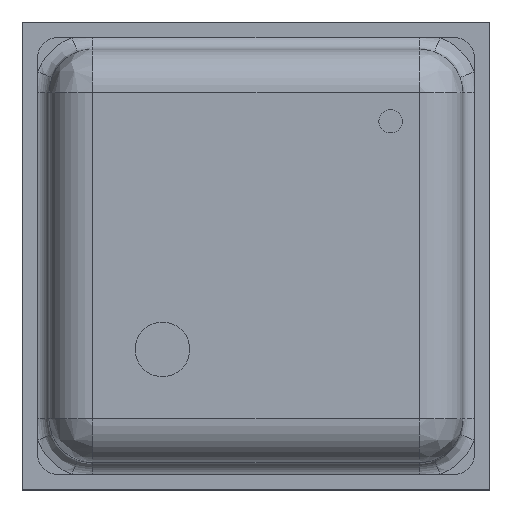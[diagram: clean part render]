
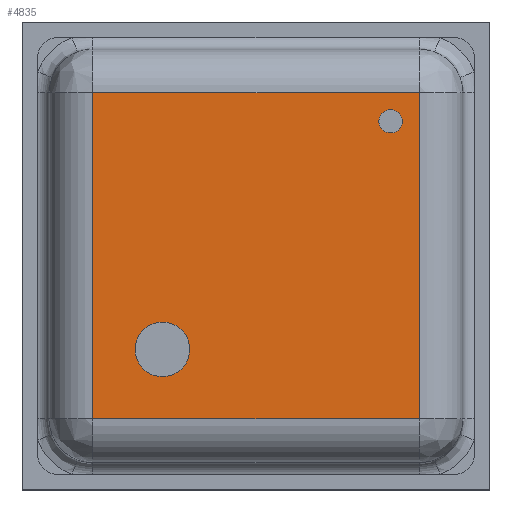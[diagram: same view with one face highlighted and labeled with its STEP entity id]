
A CAD part, top view. The second image highlights one B-rep face of the part: STEP entity #4835.
In plain terms, the highlighted planar face has unit normal (0, 0, 1).
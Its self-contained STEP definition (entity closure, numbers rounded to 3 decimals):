
#66 = VERTEX_POINT ( 'NONE', #2917 ) ;
#96 = CARTESIAN_POINT ( 'NONE',  ( 0., -1.045, 0.93 ) ) ;
#176 = EDGE_CURVE ( 'NONE', #2387, #4060, #521, .T. ) ;
#183 = CARTESIAN_POINT ( 'NONE',  ( 1.045, -1.045, 0.93 ) ) ;
#323 = PLANE ( 'NONE',  #1647 ) ;
#330 = VECTOR ( 'NONE', #2344, 1000. ) ;
#417 = VERTEX_POINT ( 'NONE', #501 ) ;
#444 = EDGE_CURVE ( 'NONE', #66, #2387, #1511, .T. ) ;
#493 = CARTESIAN_POINT ( 'NONE',  ( 0., 1.045, 0.93 ) ) ;
#501 = CARTESIAN_POINT ( 'NONE',  ( -0.425, -0.6, 0.93 ) ) ;
#521 = LINE ( 'NONE', #3947, #330 ) ;
#530 = DIRECTION ( 'NONE',  ( 0., 0., -1. ) ) ;
#564 = DIRECTION ( 'NONE',  ( -1., 0., 0. ) ) ;
#607 = CARTESIAN_POINT ( 'NONE',  ( -1.045, 0., 0.93 ) ) ;
#730 = CIRCLE ( 'NONE', #2586, 0.075 ) ;
#955 = ORIENTED_EDGE ( 'NONE', *, *, #3189, .T. ) ;
#1030 = DIRECTION ( 'NONE',  ( -1., 0., 0. ) ) ;
#1122 = CARTESIAN_POINT ( 'NONE',  ( 1.045, 1.045, 0.93 ) ) ;
#1138 = FACE_BOUND ( 'NONE', #3894, .T. ) ;
#1161 = DIRECTION ( 'NONE',  ( -1., 0., 0. ) ) ;
#1197 = DIRECTION ( 'NONE',  ( 0., 0., -1. ) ) ;
#1208 = VECTOR ( 'NONE', #3300, 1000. ) ;
#1321 = CIRCLE ( 'NONE', #5229, 0.175 ) ;
#1421 = ORIENTED_EDGE ( 'NONE', *, *, #2441, .T. ) ;
#1489 = LINE ( 'NONE', #607, #4657 ) ;
#1508 = CARTESIAN_POINT ( 'NONE',  ( 0., 0., 0.93 ) ) ;
#1511 = LINE ( 'NONE', #96, #1208 ) ;
#1627 = EDGE_CURVE ( 'NONE', #4040, #1649, #730, .T. ) ;
#1628 = CIRCLE ( 'NONE', #4187, 0.075 ) ;
#1647 = AXIS2_PLACEMENT_3D ( 'NONE', #1508, #3174, #4012 ) ;
#1649 = VERTEX_POINT ( 'NONE', #1867 ) ;
#1658 = DIRECTION ( 'NONE',  ( -1., 0., 0. ) ) ;
#1668 = CARTESIAN_POINT ( 'NONE',  ( -0.775, -0.6, 0.93 ) ) ;
#1853 = VERTEX_POINT ( 'NONE', #2339 ) ;
#1867 = CARTESIAN_POINT ( 'NONE',  ( 0.937, 0.862, 0.93 ) ) ;
#1996 = VERTEX_POINT ( 'NONE', #1668 ) ;
#2018 = FACE_OUTER_BOUND ( 'NONE', #4648, .T. ) ;
#2129 = AXIS2_PLACEMENT_3D ( 'NONE', #4476, #1197, #1161 ) ;
#2146 = CARTESIAN_POINT ( 'NONE',  ( 0.862, 0.862, 0.93 ) ) ;
#2231 = FACE_BOUND ( 'NONE', #3035, .T. ) ;
#2339 = CARTESIAN_POINT ( 'NONE',  ( -1.045, 1.045, 0.93 ) ) ;
#2344 = DIRECTION ( 'NONE',  ( 0., 1., 0. ) ) ;
#2381 = EDGE_CURVE ( 'NONE', #1649, #4040, #1628, .T. ) ;
#2387 = VERTEX_POINT ( 'NONE', #183 ) ;
#2441 = EDGE_CURVE ( 'NONE', #1853, #66, #1489, .T. ) ;
#2586 = AXIS2_PLACEMENT_3D ( 'NONE', #2699, #3873, #1030 ) ;
#2699 = CARTESIAN_POINT ( 'NONE',  ( 0.862, 0.862, 0.93 ) ) ;
#2728 = CIRCLE ( 'NONE', #2129, 0.175 ) ;
#2849 = ORIENTED_EDGE ( 'NONE', *, *, #176, .T. ) ;
#2917 = CARTESIAN_POINT ( 'NONE',  ( -1.045, -1.045, 0.93 ) ) ;
#3035 = EDGE_LOOP ( 'NONE', ( #955, #4814 ) ) ;
#3143 = CARTESIAN_POINT ( 'NONE',  ( 0.787, 0.862, 0.93 ) ) ;
#3174 = DIRECTION ( 'NONE',  ( 0., 0., 1. ) ) ;
#3189 = EDGE_CURVE ( 'NONE', #1996, #417, #2728, .T. ) ;
#3257 = VECTOR ( 'NONE', #4515, 1000. ) ;
#3294 = DIRECTION ( 'NONE',  ( 0., 0., -1. ) ) ;
#3300 = DIRECTION ( 'NONE',  ( 1., 0., 0. ) ) ;
#3486 = DIRECTION ( 'NONE',  ( 0., -1., 0. ) ) ;
#3725 = EDGE_CURVE ( 'NONE', #4060, #1853, #4474, .T. ) ;
#3873 = DIRECTION ( 'NONE',  ( 0., 0., -1. ) ) ;
#3894 = EDGE_LOOP ( 'NONE', ( #3905, #5151 ) ) ;
#3905 = ORIENTED_EDGE ( 'NONE', *, *, #1627, .T. ) ;
#3947 = CARTESIAN_POINT ( 'NONE',  ( 1.045, 0., 0.93 ) ) ;
#4012 = DIRECTION ( 'NONE',  ( 1., 0., 0. ) ) ;
#4040 = VERTEX_POINT ( 'NONE', #3143 ) ;
#4060 = VERTEX_POINT ( 'NONE', #1122 ) ;
#4161 = ORIENTED_EDGE ( 'NONE', *, *, #3725, .T. ) ;
#4187 = AXIS2_PLACEMENT_3D ( 'NONE', #2146, #530, #564 ) ;
#4474 = LINE ( 'NONE', #493, #3257 ) ;
#4476 = CARTESIAN_POINT ( 'NONE',  ( -0.6, -0.6, 0.93 ) ) ;
#4515 = DIRECTION ( 'NONE',  ( -1., 0., 0. ) ) ;
#4554 = CARTESIAN_POINT ( 'NONE',  ( -0.6, -0.6, 0.93 ) ) ;
#4648 = EDGE_LOOP ( 'NONE', ( #5197, #2849, #4161, #1421 ) ) ;
#4657 = VECTOR ( 'NONE', #3486, 1000. ) ;
#4814 = ORIENTED_EDGE ( 'NONE', *, *, #5113, .T. ) ;
#4835 = ADVANCED_FACE ( 'NONE', ( #2018, #2231, #1138 ), #323, .T. ) ;
#5113 = EDGE_CURVE ( 'NONE', #417, #1996, #1321, .T. ) ;
#5151 = ORIENTED_EDGE ( 'NONE', *, *, #2381, .T. ) ;
#5197 = ORIENTED_EDGE ( 'NONE', *, *, #444, .T. ) ;
#5229 = AXIS2_PLACEMENT_3D ( 'NONE', #4554, #3294, #1658 ) ;
